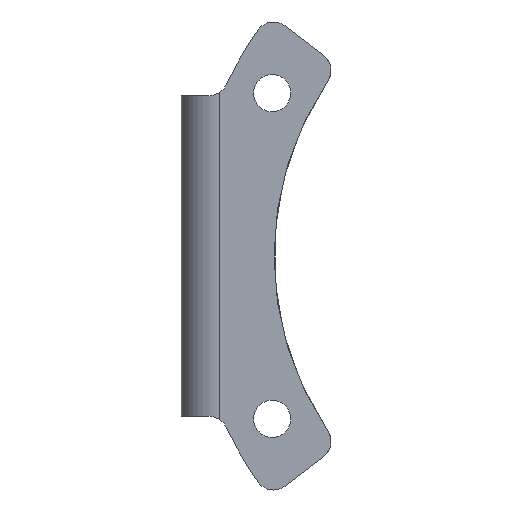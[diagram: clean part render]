
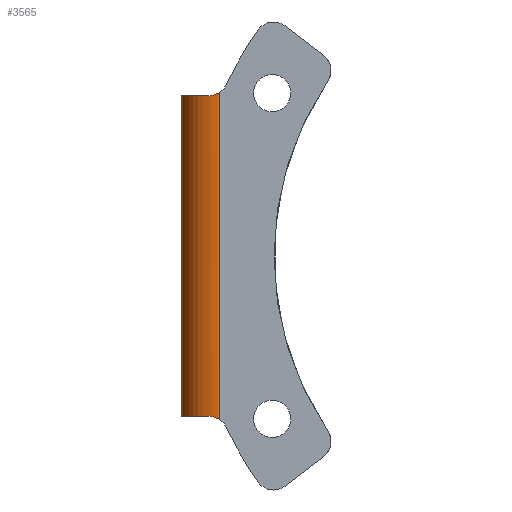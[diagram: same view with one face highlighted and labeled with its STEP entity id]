
A CAD part, left-side view. The second image highlights one B-rep face of the part: STEP entity #3565.
In plain terms, the highlighted cylindrical face has radius 6 mm (diameter 12 mm), a partial arc.
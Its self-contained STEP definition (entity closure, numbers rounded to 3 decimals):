
#36 = CIRCLE ( 'NONE', #3900, 6. ) ;
#77 = ORIENTED_EDGE ( 'NONE', *, *, #420, .F. ) ;
#121 = CARTESIAN_POINT ( 'NONE',  ( -38., -6., -50. ) ) ;
#146 = VECTOR ( 'NONE', #1853, 1000. ) ;
#158 = CARTESIAN_POINT ( 'NONE',  ( -38., -6., 0. ) ) ;
#363 = CARTESIAN_POINT ( 'NONE',  ( -44., -6., -50.501 ) ) ;
#382 = CARTESIAN_POINT ( 'NONE',  ( -43.849, -4.628, 0. ) ) ;
#420 = EDGE_CURVE ( 'NONE', #2150, #3889, #1944, .T. ) ;
#486 = ORIENTED_EDGE ( 'NONE', *, *, #739, .F. ) ;
#733 = ORIENTED_EDGE ( 'NONE', *, *, #2253, .F. ) ;
#739 = EDGE_CURVE ( 'NONE', #2402, #2206, #840, .T. ) ;
#840 = LINE ( 'NONE', #3523, #1975 ) ;
#942 = EDGE_LOOP ( 'NONE', ( #77, #1106, #2901, #486, #1941, #733 ) ) ;
#1106 = ORIENTED_EDGE ( 'NONE', *, *, #2746, .F. ) ;
#1205 = CARTESIAN_POINT ( 'NONE',  ( -38., -6., -50. ) ) ;
#1247 = CARTESIAN_POINT ( 'NONE',  ( -43.984, -5.482, -50.21 ) ) ;
#1515 = CARTESIAN_POINT ( 'NONE',  ( -43.766, -4.34, -50. ) ) ;
#1584 = DIRECTION ( 'NONE',  ( 0., 0., -1. ) ) ;
#1597 = CARTESIAN_POINT ( 'NONE',  ( -43.766, -4.34, -50. ) ) ;
#1672 = CARTESIAN_POINT ( 'NONE',  ( -38., 0., -50. ) ) ;
#1736 = CARTESIAN_POINT ( 'NONE',  ( -44., -5.751, 0.336 ) ) ;
#1758 = CARTESIAN_POINT ( 'NONE',  ( -44., -6., 0.501 ) ) ;
#1841 = FACE_OUTER_BOUND ( 'NONE', #942, .T. ) ;
#1853 = DIRECTION ( 'NONE',  ( 0., 0., 1. ) ) ;
#1919 = CARTESIAN_POINT ( 'NONE',  ( -38., 0., -50. ) ) ;
#1941 = ORIENTED_EDGE ( 'NONE', *, *, #3651, .T. ) ;
#1944 = LINE ( 'NONE', #1919, #146 ) ;
#1971 = CARTESIAN_POINT ( 'NONE',  ( -44., -6., -50.501 ) ) ;
#1975 = VECTOR ( 'NONE', #1584, 1000. ) ;
#2076 = DIRECTION ( 'NONE',  ( 0., 0., 1. ) ) ;
#2143 = AXIS2_PLACEMENT_3D ( 'NONE', #121, #2878, #3117 ) ;
#2150 = VERTEX_POINT ( 'NONE', #1672 ) ;
#2206 = VERTEX_POINT ( 'NONE', #363 ) ;
#2253 = EDGE_CURVE ( 'NONE', #3889, #4125, #36, .T. ) ;
#2402 = VERTEX_POINT ( 'NONE', #1758 ) ;
#2443 = VERTEX_POINT ( 'NONE', #1515 ) ;
#2457 = CARTESIAN_POINT ( 'NONE',  ( -44., -6., 0.501 ) ) ;
#2491 = CYLINDRICAL_SURFACE ( 'NONE', #3277, 6. ) ;
#2638 = B_SPLINE_CURVE_WITH_KNOTS ( 'NONE', 3,
 ( #2457, #1736, #3453, #3413, #382, #4098 ),
 .UNSPECIFIED., .F., .F.,
 ( 4, 2, 4 ),
 ( 0., 0.001, 0.002 ),
 .UNSPECIFIED. ) ;
#2644 = CIRCLE ( 'NONE', #2143, 6. ) ;
#2746 = EDGE_CURVE ( 'NONE', #2443, #2150, #2644, .T. ) ;
#2878 = DIRECTION ( 'NONE',  ( 0., 0., -1. ) ) ;
#2901 = ORIENTED_EDGE ( 'NONE', *, *, #4038, .T. ) ;
#2912 = CARTESIAN_POINT ( 'NONE',  ( -43.849, -4.628, -50. ) ) ;
#2956 = CARTESIAN_POINT ( 'NONE',  ( -43.908, -4.914, -50.041 ) ) ;
#3086 = CARTESIAN_POINT ( 'NONE',  ( -38., 0., 0. ) ) ;
#3117 = DIRECTION ( 'NONE',  ( -1., 0., 0. ) ) ;
#3156 = DIRECTION ( 'NONE',  ( -1., 0., 0. ) ) ;
#3205 = B_SPLINE_CURVE_WITH_KNOTS ( 'NONE', 3,
 ( #1597, #2912, #2956, #1247, #4280, #1971 ),
 .UNSPECIFIED., .F., .F.,
 ( 4, 2, 4 ),
 ( 0., 0.001, 0.002 ),
 .UNSPECIFIED. ) ;
#3277 = AXIS2_PLACEMENT_3D ( 'NONE', #1205, #3829, #3496 ) ;
#3413 = CARTESIAN_POINT ( 'NONE',  ( -43.908, -4.916, 0.041 ) ) ;
#3453 = CARTESIAN_POINT ( 'NONE',  ( -43.985, -5.484, 0.211 ) ) ;
#3496 = DIRECTION ( 'NONE',  ( -1., 0., 0. ) ) ;
#3523 = CARTESIAN_POINT ( 'NONE',  ( -44., -6., -25. ) ) ;
#3565 = ADVANCED_FACE ( 'NONE', ( #1841 ), #2491, .T. ) ;
#3583 = CARTESIAN_POINT ( 'NONE',  ( -43.766, -4.34, 0. ) ) ;
#3651 = EDGE_CURVE ( 'NONE', #2402, #4125, #2638, .T. ) ;
#3829 = DIRECTION ( 'NONE',  ( 0., 0., -1. ) ) ;
#3889 = VERTEX_POINT ( 'NONE', #3086 ) ;
#3900 = AXIS2_PLACEMENT_3D ( 'NONE', #158, #2076, #3156 ) ;
#4038 = EDGE_CURVE ( 'NONE', #2443, #2206, #3205, .T. ) ;
#4098 = CARTESIAN_POINT ( 'NONE',  ( -43.766, -4.34, 0. ) ) ;
#4125 = VERTEX_POINT ( 'NONE', #3583 ) ;
#4280 = CARTESIAN_POINT ( 'NONE',  ( -44., -5.751, -50.335 ) ) ;
